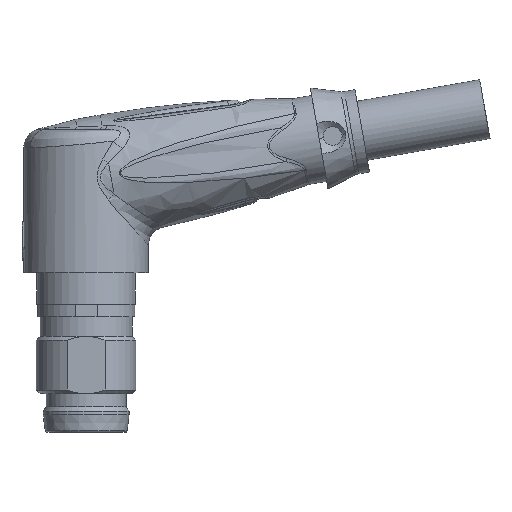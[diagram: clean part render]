
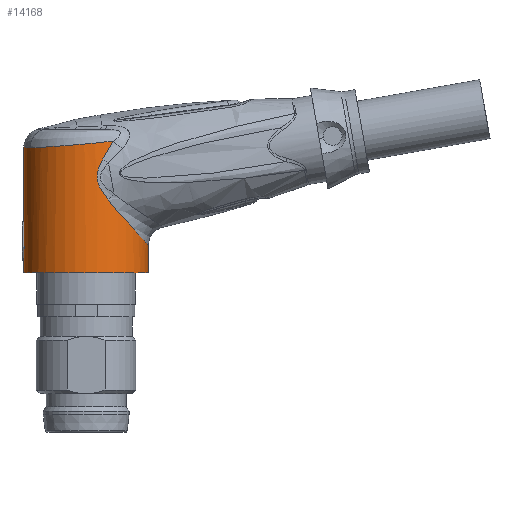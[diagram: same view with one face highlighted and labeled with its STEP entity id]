
A CAD part, left-side view. The second image highlights one B-rep face of the part: STEP entity #14168.
In plain terms, the highlighted cylindrical face has radius 5 mm (diameter 10 mm), a partial arc.
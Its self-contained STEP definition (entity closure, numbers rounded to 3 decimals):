
#1924=CARTESIAN_POINT('',(0.,0.,1.295));
#1925=DIRECTION('',(0.,0.,1.));
#1926=DIRECTION('',(0.,1.,0.));
#1927=AXIS2_PLACEMENT_3D('',#1924,#1925,#1926);
#1932=CARTESIAN_POINT('',(0.,5.,2.295));
#1934=DIRECTION('',(0.,0.,-1.));
#1935=VECTOR('',#1934,1.);
#1936=CARTESIAN_POINT('',(0.,5.,2.295));
#1937=LINE('',#1936,#1935);
#1951=CARTESIAN_POINT('',(0.,5.,11.39));
#1953=DIRECTION('',(0.,0.,-1.));
#1954=VECTOR('',#1953,5.995);
#1955=CARTESIAN_POINT('',(0.,5.,11.39));
#1956=LINE('',#1955,#1954);
#2006=CARTESIAN_POINT('',(0.,0.,5.395));
#2007=DIRECTION('',(0.,0.,1.));
#2008=DIRECTION('',(0.,1.,0.));
#2009=AXIS2_PLACEMENT_3D('',#2006,#2007,#2008);
#2015=CARTESIAN_POINT('',(0.,5.,11.39));
#2016=CARTESIAN_POINT('',(-0.041,5.,
11.39));
#2017=CARTESIAN_POINT('',(-0.123,4.999,
11.389));
#2018=CARTESIAN_POINT('',(-0.246,4.994,
11.387));
#2019=CARTESIAN_POINT('',(-0.328,4.989,
11.384));
#2020=CARTESIAN_POINT('',(-0.369,4.986,
11.383));
#2021=CARTESIAN_POINT('',(-0.369,4.986,
11.383));
#2023=CARTESIAN_POINT('',(-0.369,4.986,
11.383));
#2024=CARTESIAN_POINT('',(-0.59,4.97,
11.374));
#2025=CARTESIAN_POINT('',(-1.025,4.908,11.347));
#2026=CARTESIAN_POINT('',(-1.657,4.732,11.319));
#2027=CARTESIAN_POINT('',(-2.049,4.566,11.32));
#2028=CARTESIAN_POINT('',(-2.238,4.471,11.326));
#2030=CARTESIAN_POINT('',(-4.506,-2.168,
11.886));
#2031=CARTESIAN_POINT('',(-4.555,-2.066,
11.72));
#2032=CARTESIAN_POINT('',(-4.642,-1.867,
11.392));
#2033=CARTESIAN_POINT('',(-4.744,-1.588,
10.911));
#2034=CARTESIAN_POINT('',(-4.795,-1.418,
10.597));
#2035=CARTESIAN_POINT('',(-4.817,-1.339,
10.441));
#2037=CARTESIAN_POINT('',(-4.817,-1.339,
10.441));
#2038=CARTESIAN_POINT('',(-4.843,-1.247,
10.26));
#2039=CARTESIAN_POINT('',(-4.883,-1.082,
9.912));
#2040=CARTESIAN_POINT('',(-4.917,-0.908,
9.415));
#2041=CARTESIAN_POINT('',(-4.927,-0.853,
8.956));
#2042=CARTESIAN_POINT('',(-4.914,-0.924,
8.538));
#2043=CARTESIAN_POINT('',(-4.874,-1.126,
8.088));
#2044=CARTESIAN_POINT('',(-4.798,-1.42,
7.631));
#2045=CARTESIAN_POINT('',(-4.719,-1.658,
7.312));
#2046=CARTESIAN_POINT('',(-4.67,-1.785,
7.149));
#2048=CARTESIAN_POINT('',(-4.67,-1.785,
7.149));
#2049=CARTESIAN_POINT('',(-4.556,-2.085,
6.764));
#2050=CARTESIAN_POINT('',(-4.262,-2.675,
6.075));
#2051=CARTESIAN_POINT('',(-3.671,-3.437,
5.219));
#2052=CARTESIAN_POINT('',(-2.986,-4.043,
4.553));
#2053=CARTESIAN_POINT('',(-2.244,-4.495,
4.061));
#2054=CARTESIAN_POINT('',(-1.488,-4.795,
3.735));
#2055=CARTESIAN_POINT('',(-0.742,-4.964,
3.552));
#2056=CARTESIAN_POINT('',(-0.244,-5.,
3.513));
#2057=CARTESIAN_POINT('',(0.,-5.,3.513));
#2059=DIRECTION('',(0.,0.,-1.));
#2060=VECTOR('',#2059,2.218);
#2061=CARTESIAN_POINT('',(0.,-5.,3.513));
#2062=LINE('',#2061,#2060);
#2063=CARTESIAN_POINT('',(0.,5.,2.295));
#2064=CARTESIAN_POINT('',(-0.257,5.,2.662));
#2065=CARTESIAN_POINT('',(-0.514,4.98,
3.029));
#2066=CARTESIAN_POINT('',(-0.77,4.94,3.395));
#2068=DIRECTION('',(0.,0.,1.));
#2069=VECTOR('',#2068,2.);
#2070=CARTESIAN_POINT('',(-0.35,4.988,3.395));
#2071=LINE('',#2070,#2069);
#3478=CARTESIAN_POINT('',(-4.506,-2.168,
11.886));
#3479=CARTESIAN_POINT('',(-4.667,-1.833,
11.842));
#3480=CARTESIAN_POINT('',(-4.913,-1.129,
11.76));
#3481=CARTESIAN_POINT('',(-5.041,-0.017,
11.652));
#3482=CARTESIAN_POINT('',(-4.921,1.094,11.557));
#3483=CARTESIAN_POINT('',(-4.559,2.151,11.477));
#3484=CARTESIAN_POINT('',(-3.974,3.102,11.412));
#3485=CARTESIAN_POINT('',(-3.193,3.901,11.361));
#3486=CARTESIAN_POINT('',(-2.568,4.306,11.336));
#3487=CARTESIAN_POINT('',(-2.238,4.471,11.326));
#5892=CARTESIAN_POINT('',(0.,0.,3.395));
#5893=DIRECTION('',(0.,0.,1.));
#5894=DIRECTION('',(-0.07,0.998,0.));
#5895=AXIS2_PLACEMENT_3D('',#5892,#5893,#5894);
#10977=CARTESIAN_POINT('',(0.,-5.,1.295));
#10978=CARTESIAN_POINT('',(0.,5.,1.295));
#10979=VERTEX_POINT('',#10977);
#10980=VERTEX_POINT('',#10978);
#10982=VERTEX_POINT('',#1932);
#10983=CARTESIAN_POINT('',(0.,-5.,3.513));
#10984=VERTEX_POINT('',#10983);
#10998=VERTEX_POINT('',#1951);
#10999=CARTESIAN_POINT('',(0.,5.,5.395));
#11000=VERTEX_POINT('',#10999);
#11017=CARTESIAN_POINT('',(-0.35,4.988,5.395));
#11018=VERTEX_POINT('',#11017);
#11019=VERTEX_POINT('',#2021);
#11020=VERTEX_POINT('',#2028);
#11021=VERTEX_POINT('',#3478);
#11022=VERTEX_POINT('',#2035);
#11023=VERTEX_POINT('',#2046);
#11024=VERTEX_POINT('',#2066);
#11025=CARTESIAN_POINT('',(-0.35,4.988,3.395));
#11026=VERTEX_POINT('',#11025);
#14138=CARTESIAN_POINT('',(0.,0.,13.37));
#14139=DIRECTION('',(0.,0.,-1.));
#14140=DIRECTION('',(0.,-1.,0.));
#14141=AXIS2_PLACEMENT_3D('',#14138,#14139,#14140);
#14142=CYLINDRICAL_SURFACE('',#14141,5.);
#14143=ORIENTED_EDGE('',*,*,#14124,.F.);
#14144=ORIENTED_EDGE('',*,*,#14008,.F.);
#14146=ORIENTED_EDGE('',*,*,#14145,.T.);
#14148=ORIENTED_EDGE('',*,*,#14147,.T.);
#14150=ORIENTED_EDGE('',*,*,#14149,.F.);
#14152=ORIENTED_EDGE('',*,*,#14151,.T.);
#14154=ORIENTED_EDGE('',*,*,#14153,.T.);
#14156=ORIENTED_EDGE('',*,*,#14155,.T.);
#14157=ORIENTED_EDGE('',*,*,#13984,.T.);
#14158=ORIENTED_EDGE('',*,*,#13957,.F.);
#14159=ORIENTED_EDGE('',*,*,#13981,.F.);
#14161=ORIENTED_EDGE('',*,*,#14160,.T.);
#14163=ORIENTED_EDGE('',*,*,#14162,.F.);
#14165=ORIENTED_EDGE('',*,*,#14164,.T.);
#14166=EDGE_LOOP('',(#14143,#14144,#14146,#14148,#14150,#14152,#14154,#14156,
#14157,#14158,#14159,#14161,#14163,#14165));
#14167=FACE_OUTER_BOUND('',#14166,.F.);
#14168=ADVANCED_FACE('',(#14167),#14142,.T.);
#1928=CIRCLE('',#1927,5.);
#2010=CIRCLE('',#2009,5.);
#2022=B_SPLINE_CURVE_WITH_KNOTS('',3,(#2015,#2016,#2017,#2018,#2019,#2020,
#2021),.UNSPECIFIED.,.F.,.F.,(4,1,1,1,4),(0.,0.333,
0.666,1.,1.),.UNSPECIFIED.);
#2029=B_SPLINE_CURVE_WITH_KNOTS('',3,(#2023,#2024,#2025,#2026,#2027,#2028),
.UNSPECIFIED.,.F.,.F.,(4,1,1,4),(0.,0.333,0.667,1.),
.UNSPECIFIED.);
#2036=B_SPLINE_CURVE_WITH_KNOTS('',3,(#2030,#2031,#2032,#2033,#2034,#2035),
.UNSPECIFIED.,.F.,.F.,(4,1,1,4),(0.,0.333,0.667,1.),
.UNSPECIFIED.);
#2047=B_SPLINE_CURVE_WITH_KNOTS('',3,(#2037,#2038,#2039,#2040,#2041,#2042,#2043,
#2044,#2045,#2046),.UNSPECIFIED.,.F.,.F.,(4,1,1,1,1,1,1,4),(0.,
0.143,0.286,0.429,0.571,
0.714,0.857,1.),.UNSPECIFIED.);
#2058=B_SPLINE_CURVE_WITH_KNOTS('',3,(#2048,#2049,#2050,#2051,#2052,#2053,#2054,
#2055,#2056,#2057),.UNSPECIFIED.,.F.,.F.,(4,1,1,1,1,1,1,4),(0.,
0.143,0.286,0.429,0.571,
0.714,0.857,1.),.UNSPECIFIED.);
#2067=B_SPLINE_CURVE_WITH_KNOTS('',3,(#2063,#2064,#2065,#2066),.UNSPECIFIED.,
.F.,.F.,(4,4),(0.,1.),.UNSPECIFIED.);
#3488=B_SPLINE_CURVE_WITH_KNOTS('',3,(#3478,#3479,#3480,#3481,#3482,#3483,#3484,
#3485,#3486,#3487),.UNSPECIFIED.,.F.,.F.,(4,1,1,1,1,1,1,4),(0.,
0.143,0.286,0.429,0.571,
0.714,0.857,1.),.UNSPECIFIED.);
#5896=CIRCLE('',#5895,5.);
#13957=EDGE_CURVE('',#10980,#10979,#1928,.T.);
#13981=EDGE_CURVE('',#10982,#10980,#1937,.T.);
#13984=EDGE_CURVE('',#10984,#10979,#2062,.T.);
#14008=EDGE_CURVE('',#10998,#11000,#1956,.T.);
#14124=EDGE_CURVE('',#11000,#11018,#2010,.T.);
#14145=EDGE_CURVE('',#10998,#11019,#2022,.T.);
#14147=EDGE_CURVE('',#11019,#11020,#2029,.T.);
#14149=EDGE_CURVE('',#11021,#11020,#3488,.T.);
#14151=EDGE_CURVE('',#11021,#11022,#2036,.T.);
#14153=EDGE_CURVE('',#11022,#11023,#2047,.T.);
#14155=EDGE_CURVE('',#11023,#10984,#2058,.T.);
#14160=EDGE_CURVE('',#10982,#11024,#2067,.T.);
#14162=EDGE_CURVE('',#11026,#11024,#5896,.T.);
#14164=EDGE_CURVE('',#11026,#11018,#2071,.T.);
